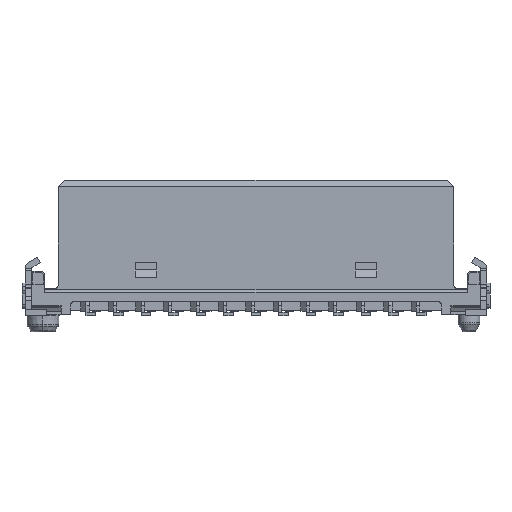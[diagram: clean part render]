
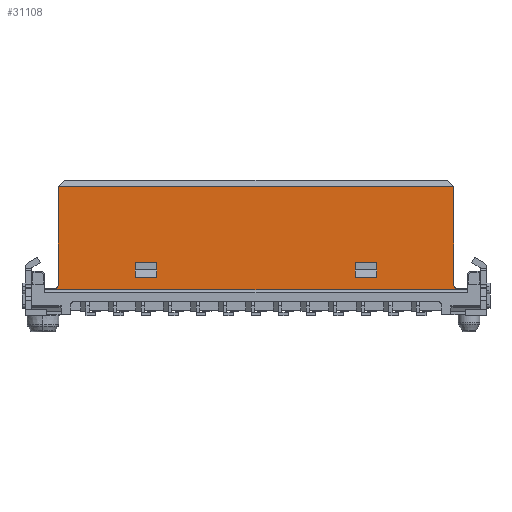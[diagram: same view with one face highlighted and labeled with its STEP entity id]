
A CAD part, front view. The second image highlights one B-rep face of the part: STEP entity #31108.
In plain terms, the highlighted planar face has unit normal (0, -1, 0).
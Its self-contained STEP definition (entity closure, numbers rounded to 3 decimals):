
#28394=CARTESIAN_POINT('',(9.745,-1.525,1.2));
#28395=VERTEX_POINT('',#28394);
#28430=CARTESIAN_POINT('',(9.745,-1.525,1.25));
#28431=VERTEX_POINT('',#28430);
#28438=CARTESIAN_POINT('',(9.745,-1.525,1.25));
#28439=DIRECTION('',(0.0,0.0,-1.0));
#28440=VECTOR('',#28439,0.05);
#28441=LINE('',#28438,#28440);
#28442=EDGE_CURVE('',#28431,#28395,#28441,.T.);
#28454=CARTESIAN_POINT('',(-9.745,-1.525,1.2));
#28455=VERTEX_POINT('',#28454);
#28463=CARTESIAN_POINT('',(-9.745,-1.525,1.25));
#28464=VERTEX_POINT('',#28463);
#28465=CARTESIAN_POINT('',(-9.745,-1.525,1.2));
#28466=DIRECTION('',(0.0,0.0,1.0));
#28467=VECTOR('',#28466,0.05);
#28468=LINE('',#28465,#28467);
#28469=EDGE_CURVE('',#28455,#28464,#28468,.T.);
#30941=CARTESIAN_POINT('',(-9.28,-1.525,1.25));
#30942=VERTEX_POINT('',#30941);
#30943=CARTESIAN_POINT('',(-9.745,-1.525,1.25));
#30944=DIRECTION('',(1.0,0.0,0.0));
#30945=VECTOR('',#30944,0.465);
#30946=LINE('',#30943,#30945);
#30947=EDGE_CURVE('',#28464,#30942,#30946,.T.);
#30976=CARTESIAN_POINT('',(10.72,-1.525,0.963));
#30977=DIRECTION('',(0.0,1.0,0.0));
#30978=DIRECTION('',(-1.0,0.0,0.0));
#30979=AXIS2_PLACEMENT_3D('',#30976,#30977,#30978);
#30980=PLANE('',#30979);
#30981=CARTESIAN_POINT('',(9.13,-1.525,5.95));
#30982=VERTEX_POINT('',#30981);
#30983=CARTESIAN_POINT('',(9.13,-1.525,1.4));
#30984=VERTEX_POINT('',#30983);
#30985=CARTESIAN_POINT('',(9.13,-1.525,5.95));
#30986=DIRECTION('',(0.0,0.0,-1.0));
#30987=VECTOR('',#30986,4.55);
#30988=LINE('',#30985,#30987);
#30989=EDGE_CURVE('',#30982,#30984,#30988,.T.);
#30990=ORIENTED_EDGE('',*,*,#30989,.F.);
#30991=CARTESIAN_POINT('',(-9.13,-1.525,5.95));
#30992=VERTEX_POINT('',#30991);
#30993=CARTESIAN_POINT('',(9.13,-1.525,5.95));
#30994=DIRECTION('',(-1.0,0.0,0.0));
#30995=VECTOR('',#30994,18.26);
#30996=LINE('',#30993,#30995);
#30997=EDGE_CURVE('',#30982,#30992,#30996,.T.);
#30998=ORIENTED_EDGE('',*,*,#30997,.T.);
#30999=CARTESIAN_POINT('',(-9.13,-1.525,1.4));
#31000=VERTEX_POINT('',#30999);
#31001=CARTESIAN_POINT('',(-9.13,-1.525,5.95));
#31002=DIRECTION('',(0.0,0.0,-1.0));
#31003=VECTOR('',#31002,4.55);
#31004=LINE('',#31001,#31003);
#31005=EDGE_CURVE('',#30992,#31000,#31004,.T.);
#31006=ORIENTED_EDGE('',*,*,#31005,.T.);
#31007=CARTESIAN_POINT('',(-9.28,-1.525,1.4));
#31008=DIRECTION('',(0.0,1.0,0.0));
#31009=DIRECTION('',(-1.0,0.0,0.0));
#31010=AXIS2_PLACEMENT_3D('',#31007,#31008,#31009);
#31011=CIRCLE('',#31010,0.15);
#31012=EDGE_CURVE('',#31000,#30942,#31011,.T.);
#31013=ORIENTED_EDGE('',*,*,#31012,.T.);
#31014=ORIENTED_EDGE('',*,*,#30947,.F.);
#31015=ORIENTED_EDGE('',*,*,#28469,.F.);
#31016=CARTESIAN_POINT('',(-9.745,-1.525,1.2));
#31017=DIRECTION('',(1.0,0.0,0.0));
#31018=VECTOR('',#31017,19.49);
#31019=LINE('',#31016,#31018);
#31020=EDGE_CURVE('',#28455,#28395,#31019,.T.);
#31021=ORIENTED_EDGE('',*,*,#31020,.T.);
#31022=ORIENTED_EDGE('',*,*,#28442,.F.);
#31023=CARTESIAN_POINT('',(9.28,-1.525,1.25));
#31024=VERTEX_POINT('',#31023);
#31025=CARTESIAN_POINT('',(9.28,-1.525,1.25));
#31026=DIRECTION('',(1.0,0.0,0.0));
#31027=VECTOR('',#31026,0.465);
#31028=LINE('',#31025,#31027);
#31029=EDGE_CURVE('',#31024,#28431,#31028,.T.);
#31030=ORIENTED_EDGE('',*,*,#31029,.F.);
#31031=CARTESIAN_POINT('',(9.28,-1.525,1.4));
#31032=DIRECTION('',(0.0,1.0,0.0));
#31033=DIRECTION('',(-1.0,0.0,0.0));
#31034=AXIS2_PLACEMENT_3D('',#31031,#31032,#31033);
#31035=CIRCLE('',#31034,0.15);
#31036=EDGE_CURVE('',#31024,#30984,#31035,.T.);
#31037=ORIENTED_EDGE('',*,*,#31036,.T.);
#31038=EDGE_LOOP('',(#30990,#30998,#31006,#31013,#31014,#31015,#31021,#31022,#31030,#31037));
#31039=FACE_OUTER_BOUND('',#31038,.T.);
#31040=CARTESIAN_POINT('',(5.58,-1.525,2.45));
#31041=VERTEX_POINT('',#31040);
#31042=CARTESIAN_POINT('',(4.58,-1.525,2.45));
#31043=VERTEX_POINT('',#31042);
#31044=CARTESIAN_POINT('',(5.58,-1.525,2.45));
#31045=DIRECTION('',(-1.0,0.0,0.0));
#31046=VECTOR('',#31045,1.);
#31047=LINE('',#31044,#31046);
#31048=EDGE_CURVE('',#31041,#31043,#31047,.T.);
#31049=ORIENTED_EDGE('',*,*,#31048,.F.);
#31050=CARTESIAN_POINT('',(5.58,-1.525,1.76));
#31051=VERTEX_POINT('',#31050);
#31052=CARTESIAN_POINT('',(5.58,-1.525,2.45));
#31053=DIRECTION('',(0.0,0.0,-1.0));
#31054=VECTOR('',#31053,0.69);
#31055=LINE('',#31052,#31054);
#31056=EDGE_CURVE('',#31041,#31051,#31055,.T.);
#31057=ORIENTED_EDGE('',*,*,#31056,.T.);
#31058=CARTESIAN_POINT('',(4.58,-1.525,1.76));
#31059=VERTEX_POINT('',#31058);
#31060=CARTESIAN_POINT('',(5.58,-1.525,1.76));
#31061=DIRECTION('',(-1.0,0.0,0.0));
#31062=VECTOR('',#31061,1.);
#31063=LINE('',#31060,#31062);
#31064=EDGE_CURVE('',#31051,#31059,#31063,.T.);
#31065=ORIENTED_EDGE('',*,*,#31064,.T.);
#31066=CARTESIAN_POINT('',(4.58,-1.525,2.45));
#31067=DIRECTION('',(0.0,0.0,-1.0));
#31068=VECTOR('',#31067,0.69);
#31069=LINE('',#31066,#31068);
#31070=EDGE_CURVE('',#31043,#31059,#31069,.T.);
#31071=ORIENTED_EDGE('',*,*,#31070,.F.);
#31072=EDGE_LOOP('',(#31049,#31057,#31065,#31071));
#31073=FACE_BOUND('',#31072,.T.);
#31074=CARTESIAN_POINT('',(-5.58,-1.525,1.76));
#31075=VERTEX_POINT('',#31074);
#31076=CARTESIAN_POINT('',(-4.58,-1.525,1.76));
#31077=VERTEX_POINT('',#31076);
#31078=CARTESIAN_POINT('',(-5.58,-1.525,1.76));
#31079=DIRECTION('',(1.0,0.0,0.0));
#31080=VECTOR('',#31079,1.);
#31081=LINE('',#31078,#31080);
#31082=EDGE_CURVE('',#31075,#31077,#31081,.T.);
#31083=ORIENTED_EDGE('',*,*,#31082,.F.);
#31084=CARTESIAN_POINT('',(-5.58,-1.525,2.45));
#31085=VERTEX_POINT('',#31084);
#31086=CARTESIAN_POINT('',(-5.58,-1.525,2.45));
#31087=DIRECTION('',(0.0,0.0,-1.0));
#31088=VECTOR('',#31087,0.69);
#31089=LINE('',#31086,#31088);
#31090=EDGE_CURVE('',#31085,#31075,#31089,.T.);
#31091=ORIENTED_EDGE('',*,*,#31090,.F.);
#31092=CARTESIAN_POINT('',(-4.58,-1.525,2.45));
#31093=VERTEX_POINT('',#31092);
#31094=CARTESIAN_POINT('',(-5.58,-1.525,2.45));
#31095=DIRECTION('',(1.0,0.0,0.0));
#31096=VECTOR('',#31095,1.);
#31097=LINE('',#31094,#31096);
#31098=EDGE_CURVE('',#31085,#31093,#31097,.T.);
#31099=ORIENTED_EDGE('',*,*,#31098,.T.);
#31100=CARTESIAN_POINT('',(-4.58,-1.525,2.45));
#31101=DIRECTION('',(0.0,0.0,-1.0));
#31102=VECTOR('',#31101,0.69);
#31103=LINE('',#31100,#31102);
#31104=EDGE_CURVE('',#31093,#31077,#31103,.T.);
#31105=ORIENTED_EDGE('',*,*,#31104,.T.);
#31106=EDGE_LOOP('',(#31083,#31091,#31099,#31105));
#31107=FACE_BOUND('',#31106,.T.);
#31108=ADVANCED_FACE('',(#31039,#31073,#31107),#30980,.F.);
